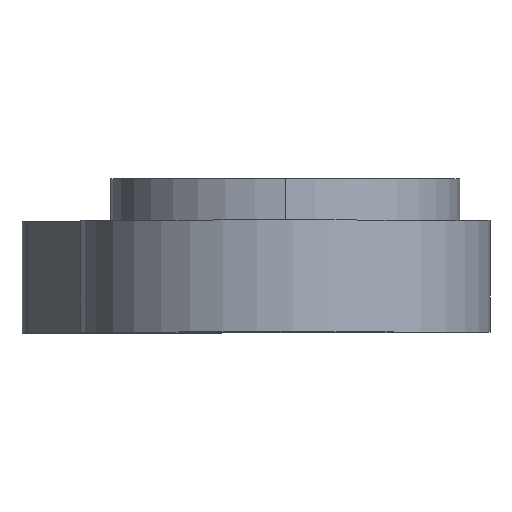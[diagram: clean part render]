
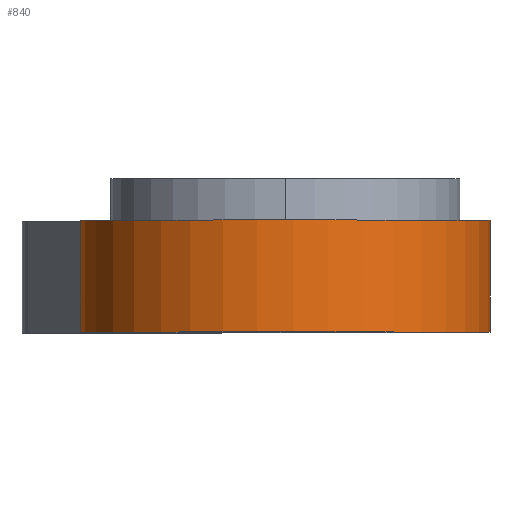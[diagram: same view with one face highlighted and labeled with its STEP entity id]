
A CAD part, top view. The second image highlights one B-rep face of the part: STEP entity #840.
In plain terms, the highlighted cylindrical face has radius 18.3 mm (diameter 36.6 mm), a partial arc.
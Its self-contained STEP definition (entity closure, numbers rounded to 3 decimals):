
#25 = DIRECTION ( 'NONE',  ( 0., 0., -1. ) ) ;
#246 = CYLINDRICAL_SURFACE ( 'NONE', #3647, 18.3 ) ;
#253 = FACE_OUTER_BOUND ( 'NONE', #6404, .T. ) ;
#361 = CARTESIAN_POINT ( 'NONE',  ( 3.086, 90., -18.038 ) ) ;
#399 = CIRCLE ( 'NONE', #3436, 18.3 ) ;
#707 = ORIENTED_EDGE ( 'NONE', *, *, #4392, .T. ) ;
#751 = CARTESIAN_POINT ( 'NONE',  ( 3.668, 99.502, -17.929 ) ) ;
#791 = CIRCLE ( 'NONE', #3381, 18.3 ) ;
#840 = ADVANCED_FACE ( 'NONE', ( #253 ), #246, .T. ) ;
#866 =( BOUNDED_CURVE ( )  B_SPLINE_CURVE ( 3, ( #7233, #5463, #1584, #6047 ),
 .UNSPECIFIED., .F., .T. ) 
 B_SPLINE_CURVE_WITH_KNOTS ( ( 4, 4 ),
 ( 0.845, 0.878 ),
 .UNSPECIFIED. ) 
 CURVE ( )  GEOMETRIC_REPRESENTATION_ITEM ( )  RATIONAL_B_SPLINE_CURVE ( ( 1., 1., 1., 1. ) ) 
 REPRESENTATION_ITEM ( '' )  );
#885 = CARTESIAN_POINT ( 'NONE',  ( -7.403, 131.327, -16.736 ) ) ;
#990 = CARTESIAN_POINT ( 'NONE',  ( 3.28, 90.168, -18.005 ) ) ;
#1016 = CARTESIAN_POINT ( 'NONE',  ( 3.474, 90.335, -17.968 ) ) ;
#1335 = CARTESIAN_POINT ( 'NONE',  ( 3.668, 131.327, -17.929 ) ) ;
#1584 = CARTESIAN_POINT ( 'NONE',  ( 3.28, 99.832, -18.005 ) ) ;
#2293 = CARTESIAN_POINT ( 'NONE',  ( 3.668, 90.498, -17.929 ) ) ;
#2302 = CARTESIAN_POINT ( 'NONE',  ( -7.403, 100., -16.736 ) ) ;
#2481 = CARTESIAN_POINT ( 'NONE',  ( 0., 100., 0. ) ) ;
#2545 = ORIENTED_EDGE ( 'NONE', *, *, #4358, .T. ) ;
#2723 =( BOUNDED_CURVE ( )  B_SPLINE_CURVE ( 3, ( #361, #990, #1016, #5483 ),
 .UNSPECIFIED., .F., .T. ) 
 B_SPLINE_CURVE_WITH_KNOTS ( ( 4, 4 ),
 ( 2.264, 2.296 ),
 .UNSPECIFIED. ) 
 CURVE ( )  GEOMETRIC_REPRESENTATION_ITEM ( )  RATIONAL_B_SPLINE_CURVE ( ( 1., 1., 1., 1. ) ) 
 REPRESENTATION_ITEM ( '' )  );
#2962 = CARTESIAN_POINT ( 'NONE',  ( 3.086, 100., -18.038 ) ) ;
#3117 = DIRECTION ( 'NONE',  ( 0., 0., 1. ) ) ;
#3381 = AXIS2_PLACEMENT_3D ( 'NONE', #2481, #6931, #3117 ) ;
#3436 = AXIS2_PLACEMENT_3D ( 'NONE', #7458, #3699, #25 ) ;
#3550 = ORIENTED_EDGE ( 'NONE', *, *, #3792, .F. ) ;
#3565 = DIRECTION ( 'NONE',  ( 0., -1., 0. ) ) ;
#3566 = VERTEX_POINT ( 'NONE', #2293 ) ;
#3647 = AXIS2_PLACEMENT_3D ( 'NONE', #3796, #3565, #8007 ) ;
#3699 = DIRECTION ( 'NONE',  ( 0., -1., 0. ) ) ;
#3792 = EDGE_CURVE ( 'NONE', #6686, #6727, #399, .T. ) ;
#3796 = CARTESIAN_POINT ( 'NONE',  ( 0., 151.76, 0. ) ) ;
#3991 = EDGE_CURVE ( 'NONE', #6647, #6082, #791, .T. ) ;
#4293 = ORIENTED_EDGE ( 'NONE', *, *, #4362, .F. ) ;
#4358 = EDGE_CURVE ( 'NONE', #6082, #6727, #6130, .T. ) ;
#4362 = EDGE_CURVE ( 'NONE', #5125, #3566, #6169, .T. ) ;
#4386 = EDGE_CURVE ( 'NONE', #5125, #6647, #866, .T. ) ;
#4392 = EDGE_CURVE ( 'NONE', #6686, #3566, #2723, .T. ) ;
#4528 = VECTOR ( 'NONE', #4808, 1000. ) ;
#4541 = VECTOR ( 'NONE', #5970, 1000. ) ;
#4808 = DIRECTION ( 'NONE',  ( 0., -1., 0. ) ) ;
#5010 = CARTESIAN_POINT ( 'NONE',  ( 3.086, 90., -18.038 ) ) ;
#5125 = VERTEX_POINT ( 'NONE', #751 ) ;
#5463 = CARTESIAN_POINT ( 'NONE',  ( 3.474, 99.665, -17.968 ) ) ;
#5483 = CARTESIAN_POINT ( 'NONE',  ( 3.668, 90.498, -17.929 ) ) ;
#5970 = DIRECTION ( 'NONE',  ( 0., -1., 0. ) ) ;
#6047 = CARTESIAN_POINT ( 'NONE',  ( 3.086, 100., -18.038 ) ) ;
#6082 = VERTEX_POINT ( 'NONE', #2302 ) ;
#6130 = LINE ( 'NONE', #885, #4528 ) ;
#6169 = LINE ( 'NONE', #1335, #4541 ) ;
#6404 = EDGE_LOOP ( 'NONE', ( #4293, #6788, #7500, #2545, #3550, #707 ) ) ;
#6647 = VERTEX_POINT ( 'NONE', #2962 ) ;
#6686 = VERTEX_POINT ( 'NONE', #5010 ) ;
#6727 = VERTEX_POINT ( 'NONE', #7977 ) ;
#6788 = ORIENTED_EDGE ( 'NONE', *, *, #4386, .T. ) ;
#6931 = DIRECTION ( 'NONE',  ( 0., -1., 0. ) ) ;
#7233 = CARTESIAN_POINT ( 'NONE',  ( 3.668, 99.502, -17.929 ) ) ;
#7458 = CARTESIAN_POINT ( 'NONE',  ( 0., 90., 0. ) ) ;
#7500 = ORIENTED_EDGE ( 'NONE', *, *, #3991, .T. ) ;
#7977 = CARTESIAN_POINT ( 'NONE',  ( -7.403, 90., -16.736 ) ) ;
#8007 = DIRECTION ( 'NONE',  ( 0., 0., -1. ) ) ;
